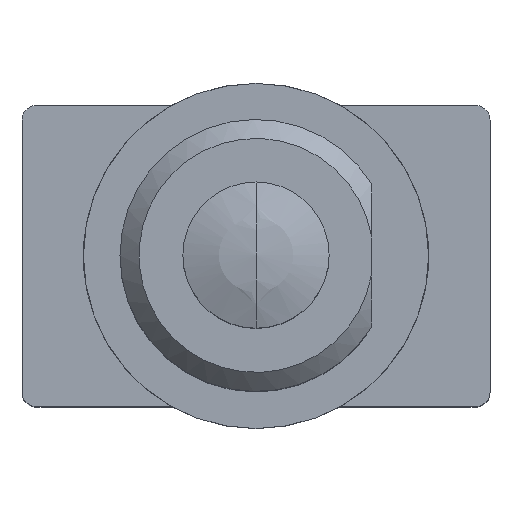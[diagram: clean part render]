
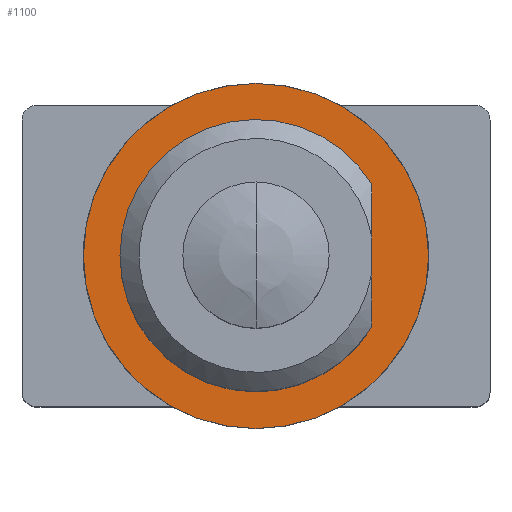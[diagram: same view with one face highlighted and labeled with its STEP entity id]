
A CAD part, top view. The second image highlights one B-rep face of the part: STEP entity #1100.
In plain terms, the highlighted planar face has unit normal (0, 0, 1).
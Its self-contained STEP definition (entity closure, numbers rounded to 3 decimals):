
#75=CARTESIAN_POINT('',(0.,0.,-8.865));
#76=DIRECTION('',(0.,0.,-1.));
#77=DIRECTION('',(0.849,-0.528,0.));
#78=AXIS2_PLACEMENT_3D('',#75,#76,#77);
#84=CARTESIAN_POINT('',(0.,0.,-8.865));
#85=DIRECTION('',(0.,0.,-1.));
#86=DIRECTION('',(0.,1.,0.));
#87=AXIS2_PLACEMENT_3D('',#84,#85,#86);
#89=CARTESIAN_POINT('',(0.,0.,-8.865));
#90=DIRECTION('',(0.,0.,1.));
#91=DIRECTION('',(0.,1.,0.));
#92=AXIS2_PLACEMENT_3D('',#89,#90,#91);
#94=DIRECTION('',(0.,-1.,0.));
#95=VECTOR('',#94,2.493);
#96=CARTESIAN_POINT('',(2.007,1.246,-8.865));
#97=LINE('',#96,#95);
#769=CARTESIAN_POINT('',(0.,2.997,-8.865));
#771=VERTEX_POINT('',#769);
#773=CARTESIAN_POINT('',(0.,-2.997,-8.865));
#775=VERTEX_POINT('',#773);
#784=CARTESIAN_POINT('',(2.007,1.246,-8.865));
#785=CARTESIAN_POINT('',(2.007,-1.246,-8.865));
#786=VERTEX_POINT('',#784);
#787=VERTEX_POINT('',#785);
#1085=CARTESIAN_POINT('',(0.,0.,-8.865));
#1086=DIRECTION('',(0.,0.,-1.));
#1087=DIRECTION('',(0.,-1.,0.));
#1088=AXIS2_PLACEMENT_3D('',#1085,#1086,#1087);
#1089=PLANE('',#1088);
#1091=ORIENTED_EDGE('',*,*,#1090,.T.);
#1093=ORIENTED_EDGE('',*,*,#1092,.F.);
#1094=EDGE_LOOP('',(#1091,#1093));
#1095=FACE_OUTER_BOUND('',#1094,.F.);
#1096=ORIENTED_EDGE('',*,*,#1079,.F.);
#1097=ORIENTED_EDGE('',*,*,#1050,.F.);
#1098=EDGE_LOOP('',(#1096,#1097));
#1099=FACE_BOUND('',#1098,.F.);
#79=CIRCLE('',#78,2.362);
#88=CIRCLE('',#87,2.997);
#93=CIRCLE('',#92,2.997);
#1050=EDGE_CURVE('',#786,#787,#97,.T.);
#1079=EDGE_CURVE('',#787,#786,#79,.T.);
#1090=EDGE_CURVE('',#771,#775,#88,.T.);
#1092=EDGE_CURVE('',#771,#775,#93,.T.);
#1100=ADVANCED_FACE('',(#1095,#1099),#1089,.F.);
